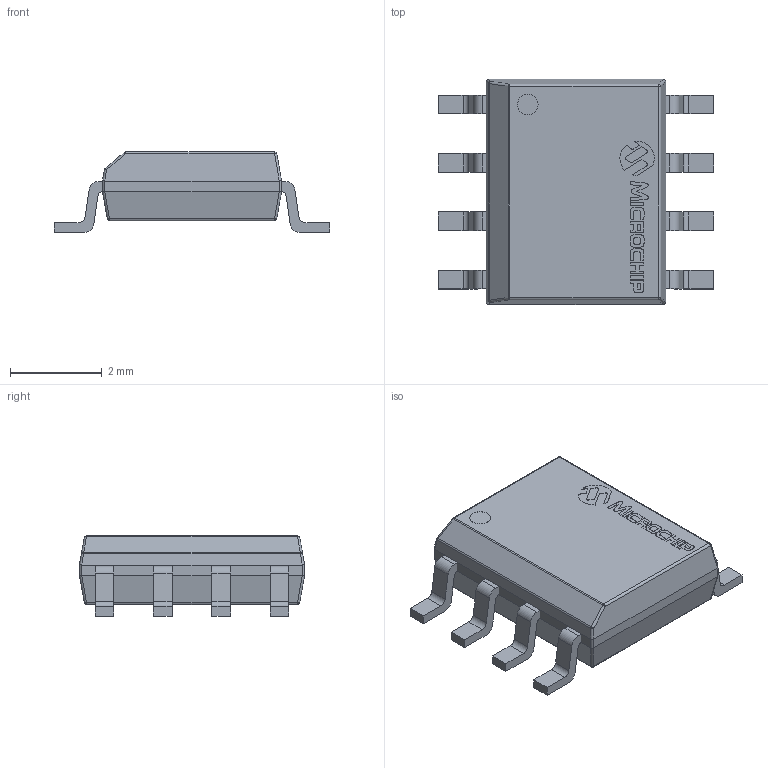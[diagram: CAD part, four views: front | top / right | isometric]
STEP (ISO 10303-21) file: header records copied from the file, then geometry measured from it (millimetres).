
FILE_DESCRIPTION(/* description */ (''),/* implementation_level */ '2;1');
FILE_NAME(/* name */ 'Microchip AT93C46DN-SH-T - 8-SOIC SO8.stp',/* time_stamp */ '2020-03-12T11:42:07-04:00',/* author */ ('Ricardo'),/* organization */ (''),/* preprocessor_version */ 'ST-DEVELOPER v18',/* originating_system */ 'Autodesk Inventor 2020',/* authorisation */ '');
FILE_SCHEMA (('AUTOMOTIVE_DESIGN { 1 0 10303 214 3 1 1 }'));
Length unit declared in the file: millimetre
Products named in the file (4): STMicroelectronics M41T00M6 - 8-SOIC RTC; body; pins; logo1
Assembly tree (3 placements, depth 2):
  STMicroelectronics M41T00M6 - 8-SOIC RTC
    body
    pins
    logo1
Bounding box: 6 x 4.9 x 1.75 mm (x, y, z)
Volume: 28.9 mm3; surface area: 87.5 mm2
Topology: 20 solids, 20 shells, 314 faces, 794 edges, 520 vertices
Faces by surface type: plane 201, cylinder 59, bspline 44, sphere 10
Full cylindrical faces by diameter (mm): 0.45 x1
Entity records: 9746 total; most frequent: CARTESIAN_POINT 2183, ORIENTED_EDGE 1588, DIRECTION 1400, EDGE_CURVE 794, LINE 578, VECTOR 578, VERTEX_POINT 520, AXIS2_PLACEMENT_3D 411
